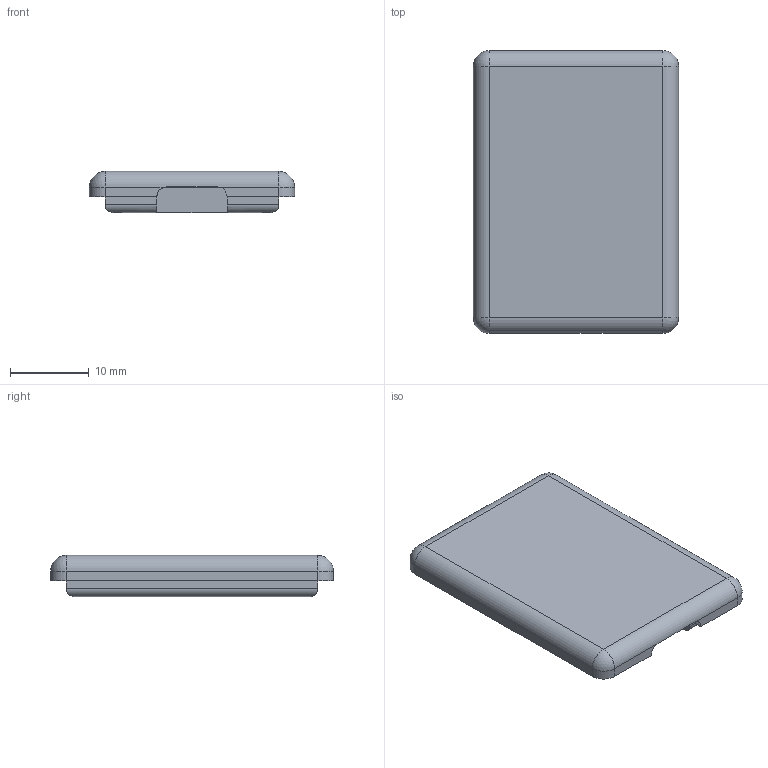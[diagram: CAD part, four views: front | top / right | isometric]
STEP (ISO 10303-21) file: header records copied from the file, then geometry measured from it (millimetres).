
FILE_DESCRIPTION(/* description */ (''),/* implementation_level */ '2;1');
FILE_NAME(/* name */ 'snapfit-case-top.step',/* time_stamp */ '2023-12-18T09:27:00-05:00',/* author */ (''),/* organization */ (''),/* preprocessor_version */ 'ST-DEVELOPER v20',/* originating_system */ 'Autodesk Translation Framework v12.14.0.127',/* authorisation */ '');
FILE_SCHEMA (('AUTOMOTIVE_DESIGN { 1 0 10303 214 3 1 1 }'));
Length unit declared in the file: millimetre
Products named in the file (1): Case Top
Bounding box: 26 x 35.85 x 5.23 mm (x, y, z)
Volume: 2581.2 mm3; surface area: 2565.6 mm2
Topology: 1 solids, 1 shells, 52 faces, 130 edges, 80 vertices
Faces by surface type: plane 24, cylinder 15, bspline 9, sphere 4
Entity records: 1758 total; most frequent: CARTESIAN_POINT 543, ORIENTED_EDGE 260, DIRECTION 224, EDGE_CURVE 130, LINE 84, VECTOR 84, VERTEX_POINT 80, AXIS2_PLACEMENT_3D 70
